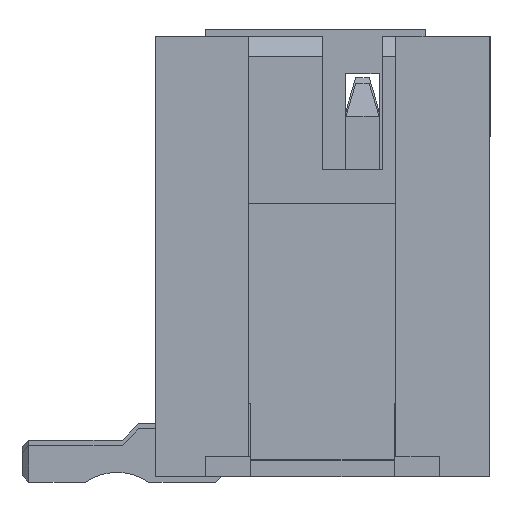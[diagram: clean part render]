
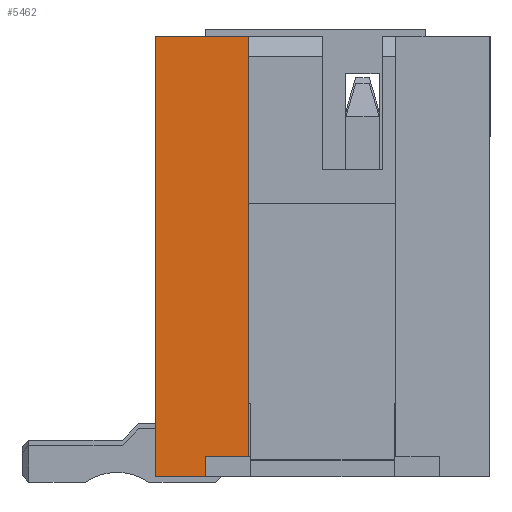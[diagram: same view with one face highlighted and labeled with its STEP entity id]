
A CAD part, left-side view. The second image highlights one B-rep face of the part: STEP entity #5462.
In plain terms, the highlighted planar face has unit normal (-1, 0, 0).
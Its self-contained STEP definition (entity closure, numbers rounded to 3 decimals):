
#552=ORIENTED_EDGE('',*,*,#2086,.F.);
#553=ORIENTED_EDGE('',*,*,#2087,.T.);
#554=ORIENTED_EDGE('',*,*,#2076,.T.);
#555=ORIENTED_EDGE('',*,*,#2088,.T.);
#556=ORIENTED_EDGE('',*,*,#1869,.T.);
#557=ORIENTED_EDGE('',*,*,#2054,.T.);
#1869=EDGE_CURVE('',#2651,#2650,#3194,.T.);
#2054=EDGE_CURVE('',#2650,#2794,#3379,.T.);
#2076=EDGE_CURVE('',#2816,#2815,#3401,.T.);
#2086=EDGE_CURVE('',#2821,#2794,#3411,.T.);
#2087=EDGE_CURVE('',#2821,#2816,#3412,.T.);
#2088=EDGE_CURVE('',#2815,#2651,#3413,.T.);
#2650=VERTEX_POINT('',#7752);
#2651=VERTEX_POINT('',#7754);
#2794=VERTEX_POINT('',#8111);
#2815=VERTEX_POINT('',#8157);
#2816=VERTEX_POINT('',#8159);
#2821=VERTEX_POINT('',#8176);
#3194=LINE('',#7753,#3987);
#3379=LINE('',#8112,#4172);
#3401=LINE('',#8158,#4194);
#3411=LINE('',#8175,#4204);
#3412=LINE('',#8177,#4205);
#3413=LINE('',#8178,#4206);
#3987=VECTOR('',#6231,1000.);
#4172=VECTOR('',#6476,1000.);
#4194=VECTOR('',#6504,1000.);
#4204=VECTOR('',#6518,1000.);
#4205=VECTOR('',#6519,1000.);
#4206=VECTOR('',#6520,1000.);
#4652=EDGE_LOOP('',(#552,#553,#554,#555,#556,#557));
#4929=FACE_BOUND('',#4652,.T.);
#5197=PLANE('',#5779);
#5462=ADVANCED_FACE('',(#4929),#5197,.T.);
#5779=AXIS2_PLACEMENT_3D('',#8174,#6516,#6517);
#6231=DIRECTION('',(0.,0.,-1.));
#6476=DIRECTION('',(0.,-1.,0.));
#6504=DIRECTION('',(0.,0.,1.));
#6516=DIRECTION('',(-1.,0.,0.));
#6517=DIRECTION('',(0.,0.,1.));
#6518=DIRECTION('',(0.,0.,-1.));
#6519=DIRECTION('',(0.,-1.,0.));
#6520=DIRECTION('',(0.,1.,0.));
#7752=CARTESIAN_POINT('',(-11.,2.5,-3.3));
#7753=CARTESIAN_POINT('',(-11.,2.5,3.3));
#7754=CARTESIAN_POINT('',(-11.,2.5,3.3));
#8111=CARTESIAN_POINT('',(-11.,1.75,-3.3));
#8112=CARTESIAN_POINT('',(-11.,2.5,-3.3));
#8157=CARTESIAN_POINT('',(-11.,1.1,3.3));
#8158=CARTESIAN_POINT('',(-11.,1.1,-2.2));
#8159=CARTESIAN_POINT('',(-11.,1.1,-3.));
#8174=CARTESIAN_POINT('',(-11.,0.,0.));
#8175=CARTESIAN_POINT('',(-11.,1.75,-3.));
#8176=CARTESIAN_POINT('',(-11.,1.75,-3.));
#8177=CARTESIAN_POINT('',(-11.,0.,-3.));
#8178=CARTESIAN_POINT('',(-11.,-2.5,3.3));
